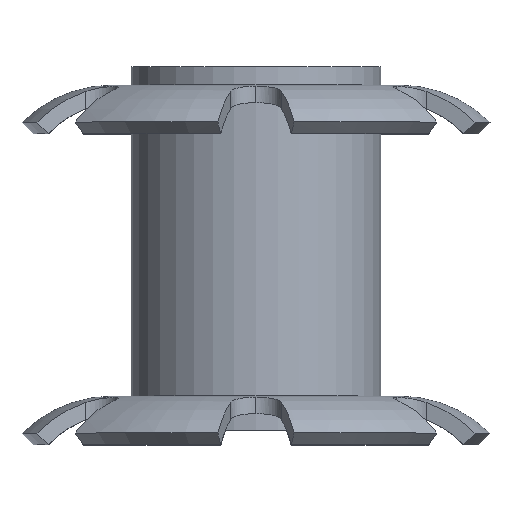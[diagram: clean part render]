
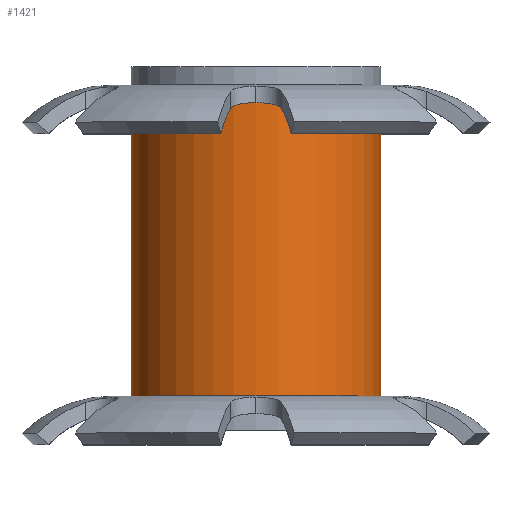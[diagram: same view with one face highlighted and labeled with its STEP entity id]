
A CAD part, top view. The second image highlights one B-rep face of the part: STEP entity #1421.
In plain terms, the highlighted cylindrical face has radius 5.08 mm (diameter 10.16 mm), a partial arc.
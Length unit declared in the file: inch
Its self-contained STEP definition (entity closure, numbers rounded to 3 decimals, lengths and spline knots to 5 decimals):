
#193 = DIRECTION ( 'NONE',  ( 0., -1., 0. ) ) ;
#220 = CARTESIAN_POINT ( 'NONE',  ( -0.2, 0.2362, 0. ) ) ;
#282 = VECTOR ( 'NONE', #193, 39.37008 ) ;
#369 = FACE_OUTER_BOUND ( 'NONE', #1691, .T. ) ;
#402 = EDGE_CURVE ( 'NONE', #2586, #2521, #1492, .T. ) ;
#482 = CARTESIAN_POINT ( 'NONE',  ( 0., -0.2362, 0. ) ) ;
#514 = DIRECTION ( 'NONE',  ( 0., -1., 0. ) ) ;
#528 = DIRECTION ( 'NONE',  ( 1., 0., 0. ) ) ;
#602 = AXIS2_PLACEMENT_3D ( 'NONE', #482, #514, #1713 ) ;
#700 = VECTOR ( 'NONE', #1752, 39.37008 ) ;
#864 = CARTESIAN_POINT ( 'NONE',  ( 0., 0.2362, 0. ) ) ;
#905 = EDGE_CURVE ( 'NONE', #1990, #2304, #924, .T. ) ;
#924 = LINE ( 'NONE', #3300, #700 ) ;
#1159 = ORIENTED_EDGE ( 'NONE', *, *, #402, .F. ) ;
#1180 = CYLINDRICAL_SURFACE ( 'NONE', #1939, 0.2 ) ;
#1273 = ORIENTED_EDGE ( 'NONE', *, *, #1582, .F. ) ;
#1366 = AXIS2_PLACEMENT_3D ( 'NONE', #864, #1849, #528 ) ;
#1406 = DIRECTION ( 'NONE',  ( 1., 0., 0. ) ) ;
#1421 = ADVANCED_FACE ( 'NONE', ( #369 ), #1180, .T. ) ;
#1475 = ORIENTED_EDGE ( 'NONE', *, *, #905, .T. ) ;
#1481 = CARTESIAN_POINT ( 'NONE',  ( -0.2, -0.2362, 0. ) ) ;
#1492 = LINE ( 'NONE', #3058, #282 ) ;
#1582 = EDGE_CURVE ( 'NONE', #2521, #2304, #3131, .T. ) ;
#1671 = DIRECTION ( 'NONE',  ( 0., -1., 0. ) ) ;
#1691 = EDGE_LOOP ( 'NONE', ( #2049, #1475, #1273, #1159 ) ) ;
#1713 = DIRECTION ( 'NONE',  ( 1., 0., 0. ) ) ;
#1752 = DIRECTION ( 'NONE',  ( 0., -1., 0. ) ) ;
#1849 = DIRECTION ( 'NONE',  ( 0., -1., 0. ) ) ;
#1922 = CARTESIAN_POINT ( 'NONE',  ( 0.2, 0.2362, 0. ) ) ;
#1939 = AXIS2_PLACEMENT_3D ( 'NONE', #2707, #1671, #1406 ) ;
#1990 = VERTEX_POINT ( 'NONE', #220 ) ;
#2049 = ORIENTED_EDGE ( 'NONE', *, *, #2154, .T. ) ;
#2133 = CARTESIAN_POINT ( 'NONE',  ( 0.2, -0.2362, 0. ) ) ;
#2154 = EDGE_CURVE ( 'NONE', #2586, #1990, #2913, .T. ) ;
#2304 = VERTEX_POINT ( 'NONE', #1481 ) ;
#2521 = VERTEX_POINT ( 'NONE', #2133 ) ;
#2586 = VERTEX_POINT ( 'NONE', #1922 ) ;
#2707 = CARTESIAN_POINT ( 'NONE',  ( 0., 0., 0. ) ) ;
#2913 = CIRCLE ( 'NONE', #1366, 0.2 ) ;
#3058 = CARTESIAN_POINT ( 'NONE',  ( 0.2, 0., 0. ) ) ;
#3131 = CIRCLE ( 'NONE', #602, 0.2 ) ;
#3300 = CARTESIAN_POINT ( 'NONE',  ( -0.2, 0., 0. ) ) ;
